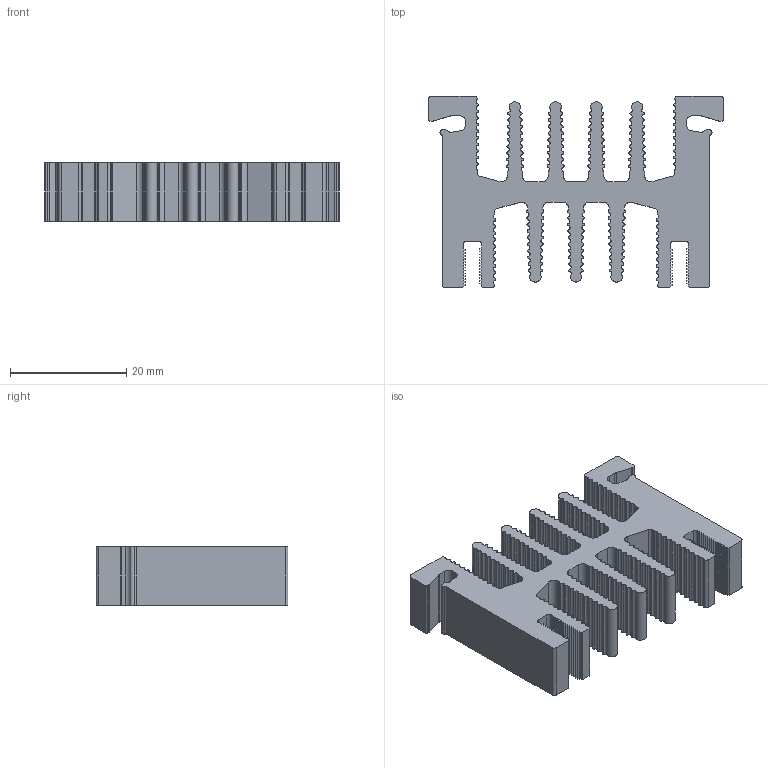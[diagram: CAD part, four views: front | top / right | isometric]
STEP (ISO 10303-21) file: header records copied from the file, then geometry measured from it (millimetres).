
FILE_DESCRIPTION((''),'2;1');
FILE_NAME('SK499.stp','2013-06-18T13:08:04',('Lochen'),(''),'Autodesk Inventor 2012','Autodesk Inventor 2012','');
FILE_SCHEMA(('AUTOMOTIVE_DESIGN { 1 0 10303 214 1 1 1 1 }'));
Length unit declared in the file: millimetre
Products named in the file (1): SK499
Bounding box: 50.7 x 33 x 10 mm (x, y, z)
Volume: 7828.1 mm3; surface area: 6784.2 mm2
Topology: 1 solids, 1 shells, 718 faces, 2148 edges, 1432 vertices
Faces by surface type: cylinder 553, plane 165
Entity records: 24791 total; most frequent: DIRECTION 4692, CARTESIAN_POINT 4299, ORIENTED_EDGE 4296, EDGE_CURVE 2148, AXIS2_PLACEMENT_3D 1825, VERTEX_POINT 1432, CIRCLE 1106, VECTOR 1042
